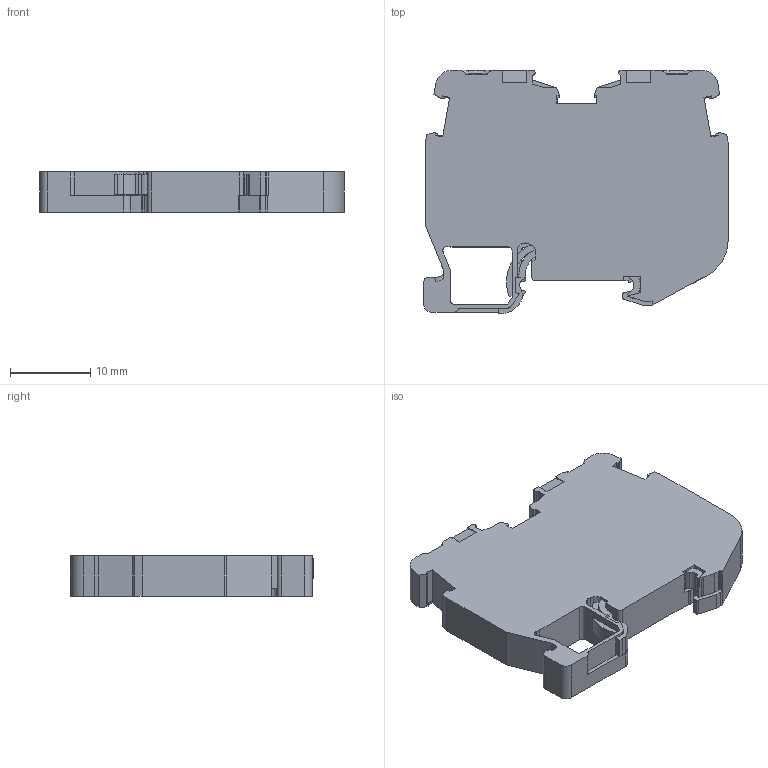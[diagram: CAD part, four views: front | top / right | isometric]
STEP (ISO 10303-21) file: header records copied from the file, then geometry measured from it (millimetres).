
FILE_DESCRIPTION (( 'STEP AP214' ), '1' );
FILE_NAME ('336430_PYKM 2,5T.STP', '2013-11-14T07:08:15', ( 'arge' ), ( 'Microsoft' ), 'SwSTEP 2.0', 'SolidWorks 2013', '' );
FILE_SCHEMA (( 'AUTOMOTIVE_DESIGN' ));
Length unit declared in the file: millimetre
Products named in the file (1): 336430_PYKM 2,5T
Bounding box: 37.93 x 30.32 x 5 mm (x, y, z)
Volume: 4479.5 mm3; surface area: 2916.8 mm2
Topology: 1 solids, 1 shells, 270 faces, 802 edges, 532 vertices
Faces by surface type: plane 169, cylinder 96, cone 5
Entity records: 12084 total; most frequent: CARTESIAN_POINT 1664, ORIENTED_EDGE 1604, DIRECTION 1530, EDGE_CURVE 802, LINE 578, VECTOR 578, VERTEX_POINT 532, AXIS2_PLACEMENT_3D 476
